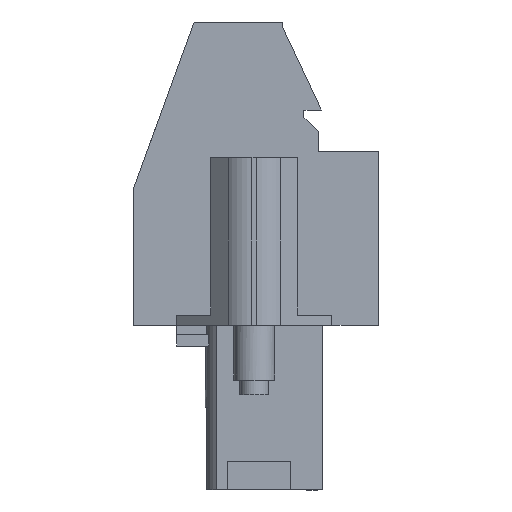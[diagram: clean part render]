
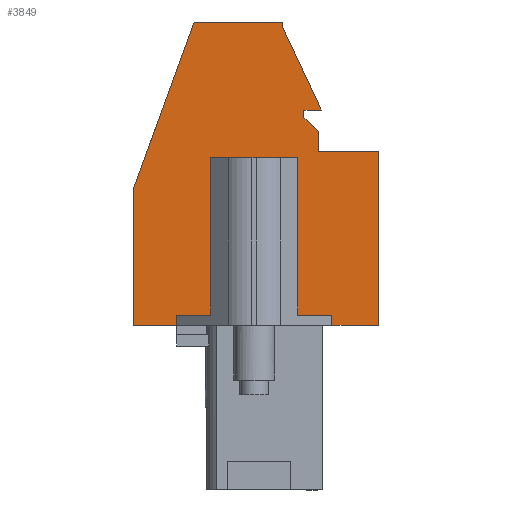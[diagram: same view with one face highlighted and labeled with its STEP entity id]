
A CAD part, left-side view. The second image highlights one B-rep face of the part: STEP entity #3849.
In plain terms, the highlighted planar face has unit normal (-1, 0, 0).
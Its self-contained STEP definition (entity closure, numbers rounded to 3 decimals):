
#1511=AXIS2_PLACEMENT_3D('Plane Axis2P3D',#1508,#1509,#1510) ;
#107=CARTESIAN_POINT('Line Origine',(3.47,1.125,7.95)) ;
#111=CARTESIAN_POINT('Vertex',(3.47,2.25,7.95)) ;
#113=CARTESIAN_POINT('Vertex',(3.47,0.,7.95)) ;
#162=CARTESIAN_POINT('Vertex',(3.47,9.75,7.95)) ;
#165=CARTESIAN_POINT('Line Origine',(3.47,10.79,7.95)) ;
#169=CARTESIAN_POINT('Vertex',(3.47,11.83,7.95)) ;
#1508=CARTESIAN_POINT('Axis2P3D Location',(3.47,12.132,0.)) ;
#3737=CARTESIAN_POINT('Line Origine',(3.47,0.,12.15)) ;
#3741=CARTESIAN_POINT('Vertex',(3.47,0.,16.35)) ;
#3744=CARTESIAN_POINT('Line Origine',(3.47,1.45,16.35)) ;
#3748=CARTESIAN_POINT('Vertex',(3.47,2.9,16.35)) ;
#3751=CARTESIAN_POINT('Line Origine',(3.47,2.9,16.825)) ;
#3755=CARTESIAN_POINT('Vertex',(3.47,2.9,17.3)) ;
#3758=CARTESIAN_POINT('Line Origine',(3.47,3.25,17.65)) ;
#3762=CARTESIAN_POINT('Vertex',(3.47,3.6,18.)) ;
#3765=CARTESIAN_POINT('Line Origine',(3.47,3.6,18.175)) ;
#3769=CARTESIAN_POINT('Vertex',(3.47,3.6,18.35)) ;
#3772=CARTESIAN_POINT('Line Origine',(3.47,3.18,18.35)) ;
#3776=CARTESIAN_POINT('Vertex',(3.47,2.76,18.35)) ;
#3779=CARTESIAN_POINT('Line Origine',(3.47,3.704,20.375)) ;
#3783=CARTESIAN_POINT('Vertex',(3.47,4.649,22.4)) ;
#3786=CARTESIAN_POINT('Line Origine',(3.47,4.649,22.5)) ;
#3790=CARTESIAN_POINT('Vertex',(3.47,4.649,22.6)) ;
#3793=CARTESIAN_POINT('Line Origine',(3.47,6.778,22.6)) ;
#3797=CARTESIAN_POINT('Vertex',(3.47,8.908,22.6)) ;
#3800=CARTESIAN_POINT('Line Origine',(3.47,10.369,18.586)) ;
#3804=CARTESIAN_POINT('Vertex',(3.47,11.83,14.572)) ;
#3807=CARTESIAN_POINT('Line Origine',(3.47,11.83,11.261)) ;
#3812=CARTESIAN_POINT('Line Origine',(3.47,9.75,8.2)) ;
#3816=CARTESIAN_POINT('Vertex',(3.47,9.75,8.45)) ;
#3819=CARTESIAN_POINT('Line Origine',(3.47,6.,8.45)) ;
#3823=CARTESIAN_POINT('Vertex',(3.47,2.25,8.45)) ;
#3826=CARTESIAN_POINT('Line Origine',(3.47,2.25,8.2)) ;
#108=DIRECTION('Vector Direction',(0.,1.,0.)) ;
#166=DIRECTION('Vector Direction',(0.,-1.,0.)) ;
#1509=DIRECTION('Axis2P3D Direction',(-1.,0.,0.)) ;
#1510=DIRECTION('Axis2P3D XDirection',(0.,-1.,0.)) ;
#3738=DIRECTION('Vector Direction',(0.,0.,1.)) ;
#3745=DIRECTION('Vector Direction',(0.,1.,0.)) ;
#3752=DIRECTION('Vector Direction',(0.,0.,1.)) ;
#3759=DIRECTION('Vector Direction',(0.,0.707,0.707)) ;
#3766=DIRECTION('Vector Direction',(0.,0.,1.)) ;
#3773=DIRECTION('Vector Direction',(0.,-1.,0.)) ;
#3780=DIRECTION('Vector Direction',(0.,0.423,0.906)) ;
#3787=DIRECTION('Vector Direction',(0.,0.,1.)) ;
#3794=DIRECTION('Vector Direction',(0.,1.,0.)) ;
#3801=DIRECTION('Vector Direction',(0.,0.342,-0.94)) ;
#3808=DIRECTION('Vector Direction',(0.,0.,1.)) ;
#3813=DIRECTION('Vector Direction',(0.,0.,1.)) ;
#3820=DIRECTION('Vector Direction',(0.,1.,0.)) ;
#3827=DIRECTION('Vector Direction',(0.,0.,1.)) ;
#109=VECTOR('Line Direction',#108,1.) ;
#167=VECTOR('Line Direction',#166,1.) ;
#3739=VECTOR('Line Direction',#3738,1.) ;
#3746=VECTOR('Line Direction',#3745,1.) ;
#3753=VECTOR('Line Direction',#3752,1.) ;
#3760=VECTOR('Line Direction',#3759,1.) ;
#3767=VECTOR('Line Direction',#3766,1.) ;
#3774=VECTOR('Line Direction',#3773,1.) ;
#3781=VECTOR('Line Direction',#3780,1.) ;
#3788=VECTOR('Line Direction',#3787,1.) ;
#3795=VECTOR('Line Direction',#3794,1.) ;
#3802=VECTOR('Line Direction',#3801,1.) ;
#3809=VECTOR('Line Direction',#3808,1.) ;
#3814=VECTOR('Line Direction',#3813,1.) ;
#3821=VECTOR('Line Direction',#3820,1.) ;
#3828=VECTOR('Line Direction',#3827,1.) ;
#3832=ORIENTED_EDGE('',*,*,#115,.T.) ;
#3833=ORIENTED_EDGE('',*,*,#3743,.T.) ;
#3834=ORIENTED_EDGE('',*,*,#3750,.T.) ;
#3835=ORIENTED_EDGE('',*,*,#3757,.T.) ;
#3836=ORIENTED_EDGE('',*,*,#3764,.T.) ;
#3837=ORIENTED_EDGE('',*,*,#3771,.T.) ;
#3838=ORIENTED_EDGE('',*,*,#3778,.T.) ;
#3839=ORIENTED_EDGE('',*,*,#3785,.T.) ;
#3840=ORIENTED_EDGE('',*,*,#3792,.T.) ;
#3841=ORIENTED_EDGE('',*,*,#3799,.T.) ;
#3842=ORIENTED_EDGE('',*,*,#3806,.T.) ;
#3843=ORIENTED_EDGE('',*,*,#3811,.T.) ;
#3844=ORIENTED_EDGE('',*,*,#171,.F.) ;
#3845=ORIENTED_EDGE('',*,*,#3818,.T.) ;
#3846=ORIENTED_EDGE('',*,*,#3825,.F.) ;
#3847=ORIENTED_EDGE('',*,*,#3830,.F.) ;
#3849=ADVANCED_FACE('HOUSING',(#3848),#1512,.T.) ;
#115=EDGE_CURVE('',#112,#114,#110,.F.) ;
#171=EDGE_CURVE('',#163,#170,#168,.F.) ;
#3743=EDGE_CURVE('',#114,#3742,#3740,.T.) ;
#3750=EDGE_CURVE('',#3742,#3749,#3747,.T.) ;
#3757=EDGE_CURVE('',#3749,#3756,#3754,.T.) ;
#3764=EDGE_CURVE('',#3756,#3763,#3761,.T.) ;
#3771=EDGE_CURVE('',#3763,#3770,#3768,.T.) ;
#3778=EDGE_CURVE('',#3770,#3777,#3775,.T.) ;
#3785=EDGE_CURVE('',#3777,#3784,#3782,.T.) ;
#3792=EDGE_CURVE('',#3784,#3791,#3789,.T.) ;
#3799=EDGE_CURVE('',#3791,#3798,#3796,.T.) ;
#3806=EDGE_CURVE('',#3798,#3805,#3803,.T.) ;
#3811=EDGE_CURVE('',#3805,#170,#3810,.F.) ;
#3818=EDGE_CURVE('',#163,#3817,#3815,.T.) ;
#3825=EDGE_CURVE('',#3824,#3817,#3822,.T.) ;
#3830=EDGE_CURVE('',#112,#3824,#3829,.T.) ;
#3831=EDGE_LOOP('',(#3832,#3833,#3834,#3835,#3836,#3837,#3838,#3839,#3840,#3841,#3842,#3843,#3844,#3845,#3846,#3847)) ;
#3848=FACE_OUTER_BOUND('',#3831,.T.) ;
#110=LINE('Line',#107,#109) ;
#168=LINE('Line',#165,#167) ;
#3740=LINE('Line',#3737,#3739) ;
#3747=LINE('Line',#3744,#3746) ;
#3754=LINE('Line',#3751,#3753) ;
#3761=LINE('Line',#3758,#3760) ;
#3768=LINE('Line',#3765,#3767) ;
#3775=LINE('Line',#3772,#3774) ;
#3782=LINE('Line',#3779,#3781) ;
#3789=LINE('Line',#3786,#3788) ;
#3796=LINE('Line',#3793,#3795) ;
#3803=LINE('Line',#3800,#3802) ;
#3810=LINE('Line',#3807,#3809) ;
#3815=LINE('Line',#3812,#3814) ;
#3822=LINE('Line',#3819,#3821) ;
#3829=LINE('Line',#3826,#3828) ;
#1512=PLANE('',#1511) ;
#112=VERTEX_POINT('',#111) ;
#114=VERTEX_POINT('',#113) ;
#163=VERTEX_POINT('',#162) ;
#170=VERTEX_POINT('',#169) ;
#3742=VERTEX_POINT('',#3741) ;
#3749=VERTEX_POINT('',#3748) ;
#3756=VERTEX_POINT('',#3755) ;
#3763=VERTEX_POINT('',#3762) ;
#3770=VERTEX_POINT('',#3769) ;
#3777=VERTEX_POINT('',#3776) ;
#3784=VERTEX_POINT('',#3783) ;
#3791=VERTEX_POINT('',#3790) ;
#3798=VERTEX_POINT('',#3797) ;
#3805=VERTEX_POINT('',#3804) ;
#3817=VERTEX_POINT('',#3816) ;
#3824=VERTEX_POINT('',#3823) ;
